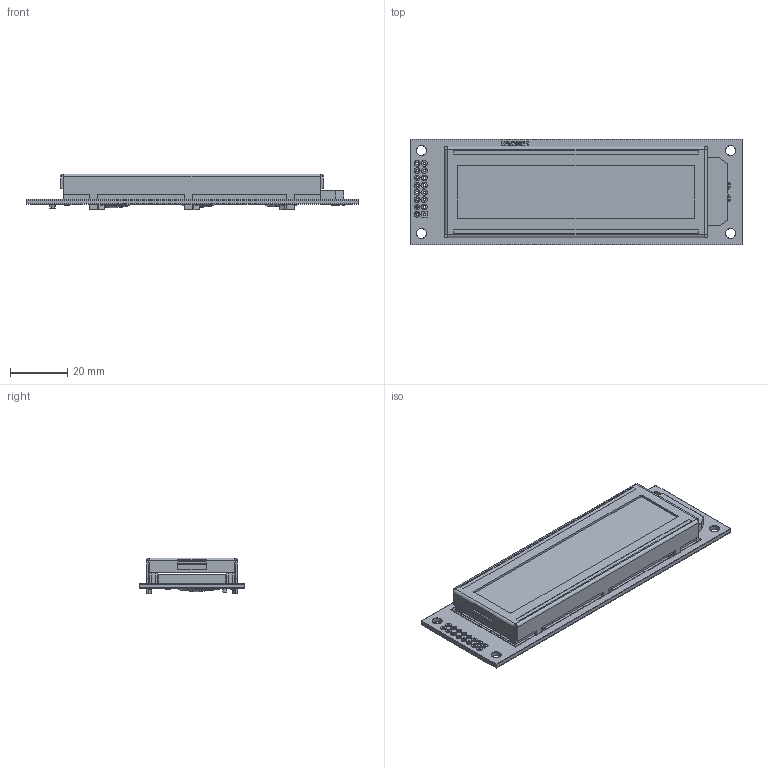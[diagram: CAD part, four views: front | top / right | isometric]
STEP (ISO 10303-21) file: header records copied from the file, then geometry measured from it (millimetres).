
FILE_DESCRIPTION(/* description */ ('FreeCAD Model'),/* implementation_level */ '2;1');
FILE_NAME(/* name */ 'ERM2002-1 v2.step',/* time_stamp */ '2024-11-15T13:13:25+03:00',/* author */ (''),/* organization */ (''),/* preprocessor_version */ 'ST-DEVELOPER v20',/* originating_system */ 'Autodesk Translation Framework v13.14.0.145',/* authorisation */ '');
FILE_SCHEMA (('AUTOMOTIVE_DESIGN { 1 0 10303 214 3 1 1 }'));
Products named in the file (117): ERM2002-1; PCB; Board; Upper; Metal_upper; Mask_upper; Silk; Frame; ShapeString; Bottom; Metal_bottom; Mask_bottom; Parts; SMD; M2012_R4; body007; pin013; label007; ShapeString007; pin014; M2012_R5; body006; pin011; label006; ShapeString006; pin012; M2012_R6; body008; pin015; label008; ShapeString008; pin016; M2012_R7; body009; pin017; label009; ShapeString009; pin018; M2012_R8; body010 ...
Assembly tree (116 placements, depth 7):
  ERM2002-1
    PCB
      Board
      Upper
        Metal_upper
        Mask_upper
        Silk
          Frame
          ShapeString
      Bottom
        Metal_bottom
        Mask_bottom
      Parts
        SMD
          M2012_R4
            body007
            pin013
            label007
            ShapeString007
            pin014
          M2012_R5
            body006
            pin011
            label006
            ShapeString006
            pin012
          M2012_R6
            body008
            pin015
            label008
            ShapeString008
            pin016
          M2012_R7
            body009
            pin017
            label009
            ShapeString009
            pin018
          M2012_R8
            body010
            pin019
            label010
            ShapeString010
            pin020
          M2012_RF
            body011
            pin021
            label011
            ShapeString011
            pin022
          M2012_C1
            M2012_cap
              body005
              contact015
              contact016
            ShapeString003
          R3015_R1
            body012
            pin023
            label012
Bounding box: 116 x 37 x 12.5 mm (x, y, z)
Volume: 27392 mm3; surface area: 83586.3 mm2
Topology: 68 solids, 175 shells, 1830 faces, 6044 edges, 4548 vertices
Faces by surface type: plane 1315, cylinder 498, sphere 11, torus 3, bspline 3
Full cylindrical faces by diameter (mm): 0.391 x1, 0.503 x1, 0.507 x1, 0.515 x1, 0.527 x1, 0.542 x1, 0.578 x1, 0.699 x2, 0.9 x80, 0.901 x1, 1.069 x1, 1.091 x1, 1.146 x1, 1.184 x1, 1.217 x1, 1.262 x1, 2 x30, 3.5 x20, 11.4 x2, 11.8 x2, 13.4 x1, 13.8 x1
Entity records: 71861 total; most frequent: CARTESIAN_POINT 16507, ORIENTED_EDGE 10190, DIRECTION 10057, EDGE_CURVE 6041, VERTEX_POINT 4548, LINE 3917, VECTOR 3917, AXIS2_PLACEMENT_3D 3070
